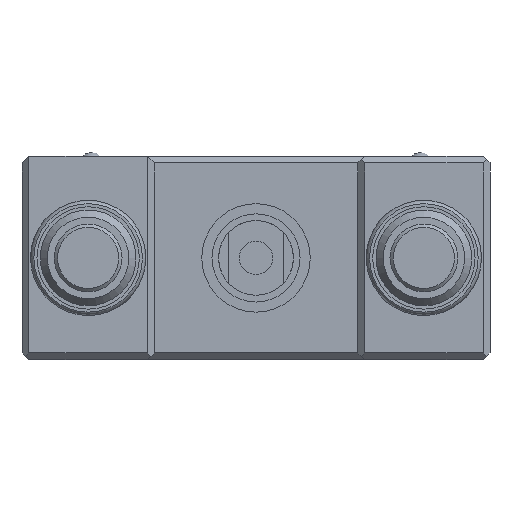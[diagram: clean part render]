
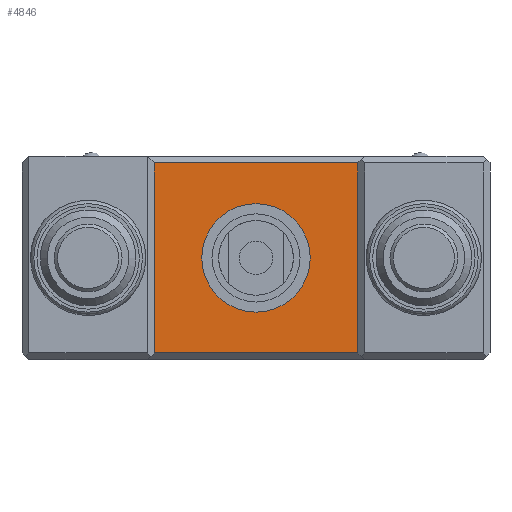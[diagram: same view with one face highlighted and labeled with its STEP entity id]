
A CAD part, front view. The second image highlights one B-rep face of the part: STEP entity #4846.
In plain terms, the highlighted planar face has unit normal (0, -1, 0).
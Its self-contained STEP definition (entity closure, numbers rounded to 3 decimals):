
#128=FACE_BOUND('',#807,.T.);
#241=PLANE('',#5431);
#473=FACE_OUTER_BOUND('',#806,.T.);
#806=EDGE_LOOP('',(#3582,#3583,#3584,#3585));
#807=EDGE_LOOP('',(#3586));
#1157=LINE('',#7915,#1498);
#1159=LINE('',#7919,#1500);
#1161=LINE('',#7922,#1502);
#1162=LINE('',#7924,#1503);
#1498=VECTOR('',#6395,30.);
#1500=VECTOR('',#6399,30.);
#1502=VECTOR('',#6403,28.);
#1503=VECTOR('',#6406,28.);
#1852=CIRCLE('',#5359,8.);
#2136=VERTEX_POINT('',#7691);
#2180=VERTEX_POINT('',#7830);
#2214=VERTEX_POINT('',#7909);
#2215=VERTEX_POINT('',#7913);
#2216=VERTEX_POINT('',#7917);
#2615=EDGE_CURVE('',#2136,#2136,#1852,.T.);
#2717=EDGE_CURVE('',#2214,#2215,#1157,.T.);
#2719=EDGE_CURVE('',#2216,#2180,#1159,.T.);
#2721=EDGE_CURVE('',#2180,#2214,#1161,.T.);
#2722=EDGE_CURVE('',#2216,#2215,#1162,.T.);
#3582=ORIENTED_EDGE('',*,*,#2717,.F.);
#3583=ORIENTED_EDGE('',*,*,#2721,.F.);
#3584=ORIENTED_EDGE('',*,*,#2719,.F.);
#3585=ORIENTED_EDGE('',*,*,#2722,.T.);
#3586=ORIENTED_EDGE('',*,*,#2615,.T.);
#4846=ADVANCED_FACE('',(#473,#128),#241,.T.);
#5359=AXIS2_PLACEMENT_3D('',#7693,#6182,#6183);
#5431=AXIS2_PLACEMENT_3D('',#7923,#6404,#6405);
#6182=DIRECTION('center_axis',(0.,1.,0.));
#6183=DIRECTION('ref_axis',(0.,0.,1.));
#6395=DIRECTION('',(-1.,0.,0.));
#6399=DIRECTION('',(1.,0.,0.));
#6403=DIRECTION('',(0.,0.,-1.));
#6404=DIRECTION('center_axis',(0.,-1.,0.));
#6405=DIRECTION('ref_axis',(0.,0.,-1.));
#6406=DIRECTION('',(0.,0.,-1.));
#7691=CARTESIAN_POINT('',(1178.133,811.483,-8.));
#7693=CARTESIAN_POINT('Origin',(1178.133,811.483,0.));
#7830=CARTESIAN_POINT('',(1193.133,811.483,14.));
#7909=CARTESIAN_POINT('',(1193.133,811.483,-14.));
#7913=CARTESIAN_POINT('',(1163.133,811.483,-14.));
#7915=CARTESIAN_POINT('',(1193.133,811.483,-14.));
#7917=CARTESIAN_POINT('',(1163.133,811.483,14.));
#7919=CARTESIAN_POINT('',(1163.133,811.483,14.));
#7922=CARTESIAN_POINT('',(1193.133,811.483,14.));
#7923=CARTESIAN_POINT('Origin',(1163.133,811.483,15.));
#7924=CARTESIAN_POINT('',(1163.133,811.483,14.));
